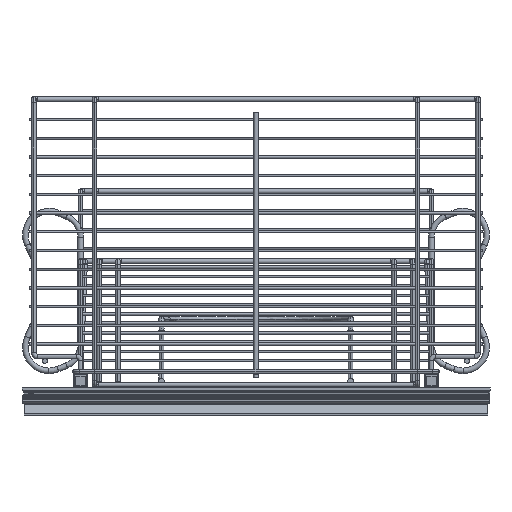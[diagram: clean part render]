
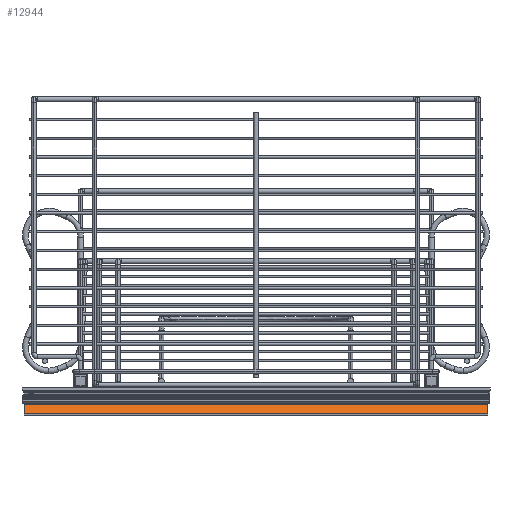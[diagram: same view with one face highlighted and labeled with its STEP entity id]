
A CAD part, front view. The second image highlights one B-rep face of the part: STEP entity #12944.
In plain terms, the highlighted planar face has unit normal (0, -0.838, 0.546).
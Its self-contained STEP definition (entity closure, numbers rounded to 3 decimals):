
#821 = CARTESIAN_POINT ( 'NONE',  ( 247.5, -21.665, -9.773 ) ) ;
#1378 = LINE ( 'NONE', #15648, #4260 ) ;
#2054 = CARTESIAN_POINT ( 'NONE',  ( 247.5, -14.904, 0.593 ) ) ;
#2601 = ORIENTED_EDGE ( 'NONE', *, *, #27775, .T. ) ;
#3336 = PLANE ( 'NONE',  #7599 ) ;
#3530 = VECTOR ( 'NONE', #13462, 1000. ) ;
#3630 = DIRECTION ( 'NONE',  ( 0., 0.838, -0.546 ) ) ;
#4260 = VECTOR ( 'NONE', #6269, 1000. ) ;
#4697 = VERTEX_POINT ( 'NONE', #5597 ) ;
#5015 = ORIENTED_EDGE ( 'NONE', *, *, #21628, .T. ) ;
#5597 = CARTESIAN_POINT ( 'NONE',  ( -247.5, -21.665, -9.773 ) ) ;
#5917 = FACE_OUTER_BOUND ( 'NONE', #24363, .T. ) ;
#6055 = CARTESIAN_POINT ( 'NONE',  ( 247.5, -21.665, -9.773 ) ) ;
#6269 = DIRECTION ( 'NONE',  ( 0., -0.546, -0.838 ) ) ;
#6360 = LINE ( 'NONE', #6055, #3530 ) ;
#7599 = AXIS2_PLACEMENT_3D ( 'NONE', #24688, #3630, #22379 ) ;
#9827 = CARTESIAN_POINT ( 'NONE',  ( 247.5, -14.904, 0.593 ) ) ;
#10858 = LINE ( 'NONE', #24972, #13960 ) ;
#11093 = EDGE_CURVE ( 'NONE', #14754, #4697, #6360, .T. ) ;
#12944 = ADVANCED_FACE ( 'NONE', ( #5917 ), #3336, .F. ) ;
#13462 = DIRECTION ( 'NONE',  ( -1., 0., 0. ) ) ;
#13960 = VECTOR ( 'NONE', #17342, 1000. ) ;
#14754 = VERTEX_POINT ( 'NONE', #821 ) ;
#15648 = CARTESIAN_POINT ( 'NONE',  ( -247.5, -14.756, 0.819 ) ) ;
#16267 = VERTEX_POINT ( 'NONE', #18462 ) ;
#16794 = VERTEX_POINT ( 'NONE', #9827 ) ;
#16945 = EDGE_CURVE ( 'NONE', #16794, #14754, #10858, .T. ) ;
#17039 = ORIENTED_EDGE ( 'NONE', *, *, #16945, .F. ) ;
#17342 = DIRECTION ( 'NONE',  ( 0., -0.546, -0.838 ) ) ;
#18208 = DIRECTION ( 'NONE',  ( -1., 0., 0. ) ) ;
#18462 = CARTESIAN_POINT ( 'NONE',  ( -247.5, -14.904, 0.593 ) ) ;
#18731 = ORIENTED_EDGE ( 'NONE', *, *, #11093, .F. ) ;
#21628 = EDGE_CURVE ( 'NONE', #16267, #4697, #1378, .T. ) ;
#22379 = DIRECTION ( 'NONE',  ( 0., 0.546, 0.838 ) ) ;
#23261 = LINE ( 'NONE', #2054, #27948 ) ;
#24363 = EDGE_LOOP ( 'NONE', ( #5015, #18731, #17039, #2601 ) ) ;
#24688 = CARTESIAN_POINT ( 'NONE',  ( 247.5, -14.756, 0.819 ) ) ;
#24972 = CARTESIAN_POINT ( 'NONE',  ( 247.5, -14.756, 0.819 ) ) ;
#27775 = EDGE_CURVE ( 'NONE', #16794, #16267, #23261, .T. ) ;
#27948 = VECTOR ( 'NONE', #18208, 1000. ) ;
